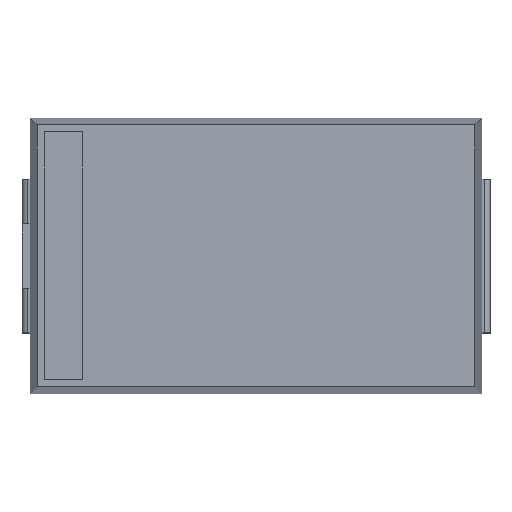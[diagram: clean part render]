
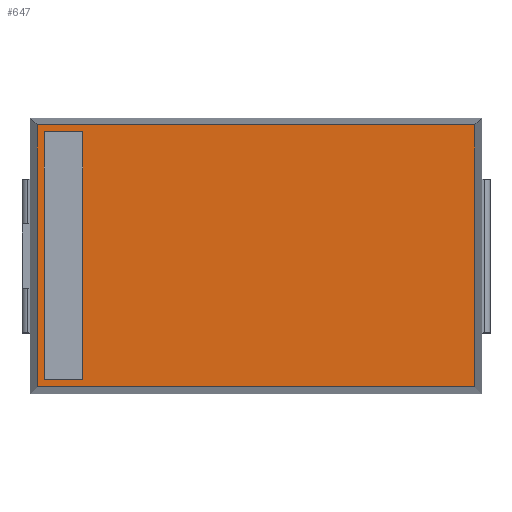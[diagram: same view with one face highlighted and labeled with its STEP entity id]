
A CAD part, top view. The second image highlights one B-rep face of the part: STEP entity #647.
In plain terms, the highlighted planar face has unit normal (0, 0, 1).
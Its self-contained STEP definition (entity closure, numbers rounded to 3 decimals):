
#235=DIRECTION('',(0.,0.,-1.));
#268=VECTOR('',#269,1.);
#269=DIRECTION('',(0.,1.,0.));
#294=VECTOR('',#295,1.);
#295=DIRECTION('',(1.,0.,0.));
#302=VECTOR('',#303,1.);
#303=DIRECTION('',(0.,-1.,0.));
#324=VECTOR('',#325,1.);
#325=DIRECTION('',(-1.,0.,0.));
#381=VERTEX_POINT('',#382);
#382=CARTESIAN_POINT('',(3.412,2.042,2.8));
#384=ORIENTED_EDGE('',*,*,#385,.F.);
#385=EDGE_CURVE('',#386,#381,#388,.T.);
#386=VERTEX_POINT('',#387);
#387=CARTESIAN_POINT('',(3.412,-2.042,2.8));
#388=LINE('',#387,#268);
#624=ORIENTED_EDGE('',*,*,#625,.F.);
#625=EDGE_CURVE('',#626,#386,#628,.T.);
#626=VERTEX_POINT('',#627);
#627=CARTESIAN_POINT('',(-3.412,-2.042,2.8));
#628=LINE('',#627,#294);
#639=VERTEX_POINT('',#640);
#640=CARTESIAN_POINT('',(-3.412,2.042,2.8));
#642=ORIENTED_EDGE('',*,*,#643,.F.);
#643=EDGE_CURVE('',#381,#639,#644,.T.);
#644=LINE('',#382,#324);
#647=ADVANCED_FACE('',(#648,#653),#675,.F.);
#648=FACE_BOUND('',#649,.F.);
#649=EDGE_LOOP('',(#384,#624,#650,#642));
#650=ORIENTED_EDGE('',*,*,#651,.F.);
#651=EDGE_CURVE('',#639,#626,#652,.T.);
#652=LINE('',#640,#302);
#653=FACE_BOUND('',#654,.F.);
#654=EDGE_LOOP('',(#655,#662,#667,#672));
#655=ORIENTED_EDGE('',*,*,#656,.T.);
#656=EDGE_CURVE('',#657,#659,#661,.T.);
#657=VERTEX_POINT('',#658);
#658=CARTESIAN_POINT('',(-3.304,1.934,2.8));
#659=VERTEX_POINT('',#660);
#660=CARTESIAN_POINT('',(-3.304,-1.934,2.8));
#661=LINE('',#658,#302);
#662=ORIENTED_EDGE('',*,*,#663,.T.);
#663=EDGE_CURVE('',#659,#664,#666,.T.);
#664=VERTEX_POINT('',#665);
#665=CARTESIAN_POINT('',(-2.704,-1.934,2.8));
#666=LINE('',#660,#294);
#667=ORIENTED_EDGE('',*,*,#668,.T.);
#668=EDGE_CURVE('',#664,#669,#671,.T.);
#669=VERTEX_POINT('',#670);
#670=CARTESIAN_POINT('',(-2.704,1.934,2.8));
#671=LINE('',#665,#268);
#672=ORIENTED_EDGE('',*,*,#673,.T.);
#673=EDGE_CURVE('',#669,#657,#674,.T.);
#674=LINE('',#670,#324);
#675=PLANE('',#676);
#676=AXIS2_PLACEMENT_3D('',#387,#235,#677);
#677=DIRECTION('',(-0.858,0.514,0.));
